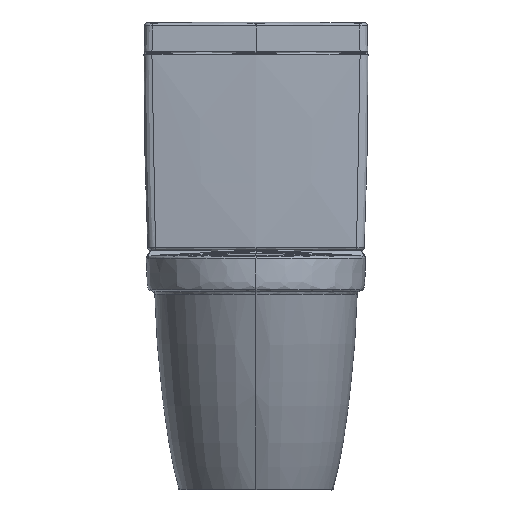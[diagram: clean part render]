
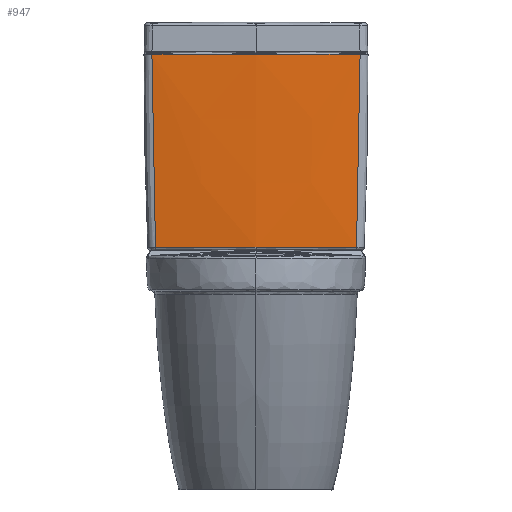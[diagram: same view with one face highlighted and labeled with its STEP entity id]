
A CAD part, front view. The second image highlights one B-rep face of the part: STEP entity #947.
In plain terms, the highlighted free-form (B-spline) face has degree [3, 3] with [4, 7] control points.
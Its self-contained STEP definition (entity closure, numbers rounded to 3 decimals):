
#947=ADVANCED_FACE('',(#1423),#1162,.F.);
#1162=B_SPLINE_SURFACE_WITH_KNOTS('',3,3,((#59502,#59503,#59504,#59505,
#59506,#59507,#59508),(#59509,#59510,#59511,#59512,#59513,#59514,#59515),
(#59516,#59517,#59518,#59519,#59520,#59521,#59522),(#59523,#59524,#59525,
#59526,#59527,#59528,#59529)),.UNSPECIFIED.,.F.,.F.,.F.,(4,4),(4,1,1,1,
4),(0.,1.),(0.,0.25,0.5,0.75,1.),.UNSPECIFIED.);
#1423=FACE_OUTER_BOUND('',#1811,.T.);
#1811=EDGE_LOOP('',(#3252,#3253,#3254,#3255,#3256));
#3252=ORIENTED_EDGE('',*,*,#5173,.T.);
#3253=ORIENTED_EDGE('',*,*,#5170,.T.);
#3254=ORIENTED_EDGE('',*,*,#5164,.T.);
#3255=ORIENTED_EDGE('',*,*,#5174,.T.);
#3256=ORIENTED_EDGE('',*,*,#5175,.T.);
#4324=VERTEX_POINT('',#59380);
#4325=VERTEX_POINT('',#59381);
#4328=VERTEX_POINT('',#59452);
#4330=VERTEX_POINT('',#59492);
#4331=VERTEX_POINT('',#59497);
#5164=EDGE_CURVE('',#4324,#4325,#6032,.T.);
#5170=EDGE_CURVE('',#4328,#4324,#6036,.T.);
#5173=EDGE_CURVE('',#4330,#4328,#6038,.T.);
#5174=EDGE_CURVE('',#4325,#4331,#6039,.T.);
#5175=EDGE_CURVE('',#4331,#4330,#6040,.T.);
#6032=B_SPLINE_CURVE_WITH_KNOTS('',3,(#59366,#59367,#59368,#59369,#59370,
#59371,#59372,#59373,#59374,#59375,#59376,#59377,#59378,#59379),
 .UNSPECIFIED.,.F.,.F.,(4,2,2,1,1,2,2,4),(0.,0.25,0.375,
0.438,0.469,0.484,0.5,
1.),.UNSPECIFIED.);
#6036=B_SPLINE_CURVE_WITH_KNOTS('',3,(#59446,#59447,#59448,#59449,#59450,
#59451),.UNSPECIFIED.,.F.,.F.,(4,2,4),(0.,0.5,1.),.UNSPECIFIED.);
#6038=B_SPLINE_CURVE_WITH_KNOTS('',3,(#59479,#59480,#59481,#59482,#59483,
#59484,#59485,#59486,#59487,#59488,#59489,#59490,#59491),.UNSPECIFIED.,
 .F.,.F.,(4,2,1,1,1,2,2,4),(0.,0.25,0.375,0.438,
0.469,0.484,0.5,1.),.UNSPECIFIED.);
#6039=B_SPLINE_CURVE_WITH_KNOTS('',3,(#59493,#59494,#59495,#59496),
 .UNSPECIFIED.,.F.,.F.,(4,4),(0.,1.),.UNSPECIFIED.);
#6040=B_SPLINE_CURVE_WITH_KNOTS('',3,(#59498,#59499,#59500,#59501),
 .UNSPECIFIED.,.F.,.F.,(4,4),(0.,1.),.UNSPECIFIED.);
#59366=CARTESIAN_POINT('',(-178.018,-149.154,344.178));
#59367=CARTESIAN_POINT('',(-178.11,-148.332,316.6));
#59368=CARTESIAN_POINT('',(-178.05,-147.512,289.053));
#59369=CARTESIAN_POINT('',(-177.734,-146.285,247.78));
#59370=CARTESIAN_POINT('',(-177.592,-145.876,234.03));
#59371=CARTESIAN_POINT('',(-177.321,-145.264,213.418));
#59372=CARTESIAN_POINT('',(-177.172,-144.958,203.115));
#59373=CARTESIAN_POINT('',(-176.973,-144.601,191.1));
#59374=CARTESIAN_POINT('',(-176.883,-144.449,185.952));
#59375=CARTESIAN_POINT('',(-176.821,-144.347,182.52));
#59376=CARTESIAN_POINT('',(-176.791,-144.297,180.844));
#59377=CARTESIAN_POINT('',(-175.715,-142.579,122.929));
#59378=CARTESIAN_POINT('',(-174.067,-140.951,67.918));
#59379=CARTESIAN_POINT('',(-171.895,-139.363,14.066));
#59380=CARTESIAN_POINT('',(-178.018,-149.154,344.178));
#59381=CARTESIAN_POINT('',(-171.895,-139.363,14.066));
#59446=CARTESIAN_POINT('',(178.016,-149.153,344.178));
#59447=CARTESIAN_POINT('',(118.862,-154.881,344.181));
#59448=CARTESIAN_POINT('',(59.43,-157.704,344.176));
#59449=CARTESIAN_POINT('',(-59.433,-157.723,344.179));
#59450=CARTESIAN_POINT('',(-118.864,-154.888,344.182));
#59451=CARTESIAN_POINT('',(-178.018,-149.154,344.178));
#59452=CARTESIAN_POINT('',(178.016,-149.153,344.178));
#59479=CARTESIAN_POINT('',(171.895,-139.363,14.066));
#59480=CARTESIAN_POINT('',(172.981,-140.157,40.995));
#59481=CARTESIAN_POINT('',(173.936,-140.961,68.212));
#59482=CARTESIAN_POINT('',(175.156,-142.182,109.468));
#59483=CARTESIAN_POINT('',(175.714,-142.796,130.204));
#59484=CARTESIAN_POINT('',(176.268,-143.518,154.584));
#59485=CARTESIAN_POINT('',(176.521,-143.881,166.821));
#59486=CARTESIAN_POINT('',(176.624,-144.037,172.075));
#59487=CARTESIAN_POINT('',(176.691,-144.141,175.58));
#59488=CARTESIAN_POINT('',(176.725,-144.194,177.373));
#59489=CARTESIAN_POINT('',(177.777,-145.874,233.994));
#59490=CARTESIAN_POINT('',(178.201,-147.51,289.028));
#59491=CARTESIAN_POINT('',(178.016,-149.153,344.178));
#59492=CARTESIAN_POINT('',(171.895,-139.363,14.066));
#59493=CARTESIAN_POINT('',(-171.895,-139.363,14.066));
#59494=CARTESIAN_POINT('',(-113.694,-146.321,14.098));
#59495=CARTESIAN_POINT('',(-56.252,-149.616,14.113));
#59496=CARTESIAN_POINT('',(0.,-149.616,14.114));
#59497=CARTESIAN_POINT('',(0.,-149.616,14.114));
#59498=CARTESIAN_POINT('',(0.,-149.616,14.114));
#59499=CARTESIAN_POINT('',(55.92,-149.615,14.114));
#59500=CARTESIAN_POINT('',(113.365,-146.36,14.098));
#59501=CARTESIAN_POINT('',(171.895,-139.363,14.066));
#59502=CARTESIAN_POINT('',(191.621,-147.852,346.428));
#59503=CARTESIAN_POINT('',(159.799,-151.171,346.431));
#59504=CARTESIAN_POINT('',(95.983,-156.125,346.431));
#59505=CARTESIAN_POINT('',(0.,-158.583,346.427));
#59506=CARTESIAN_POINT('',(-95.984,-156.156,346.435));
#59507=CARTESIAN_POINT('',(-159.799,-151.171,346.43));
#59508=CARTESIAN_POINT('',(-191.621,-147.852,346.427));
#59509=CARTESIAN_POINT('',(191.947,-144.423,234.));
#59510=CARTESIAN_POINT('',(160.09,-147.957,234.002));
#59511=CARTESIAN_POINT('',(96.173,-153.248,234.002));
#59512=CARTESIAN_POINT('',(0.,-155.886,233.999));
#59513=CARTESIAN_POINT('',(-96.174,-153.268,234.004));
#59514=CARTESIAN_POINT('',(-160.09,-147.957,234.001));
#59515=CARTESIAN_POINT('',(-191.947,-144.423,233.999));
#59516=CARTESIAN_POINT('',(189.714,-140.993,121.565));
#59517=CARTESIAN_POINT('',(158.247,-144.743,121.566));
#59518=CARTESIAN_POINT('',(95.085,-150.371,121.566));
#59519=CARTESIAN_POINT('',(0.,-153.189,121.564));
#59520=CARTESIAN_POINT('',(-95.085,-150.381,121.567));
#59521=CARTESIAN_POINT('',(-158.247,-144.743,121.566));
#59522=CARTESIAN_POINT('',(-189.714,-140.993,121.565));
#59523=CARTESIAN_POINT('',(184.971,-137.567,9.236));
#59524=CARTESIAN_POINT('',(154.313,-141.532,9.236));
#59525=CARTESIAN_POINT('',(92.74,-147.496,9.236));
#59526=CARTESIAN_POINT('',(0.,-150.496,9.236));
#59527=CARTESIAN_POINT('',(-92.741,-147.496,9.236));
#59528=CARTESIAN_POINT('',(-154.313,-141.532,9.236));
#59529=CARTESIAN_POINT('',(-184.971,-137.567,9.236));
